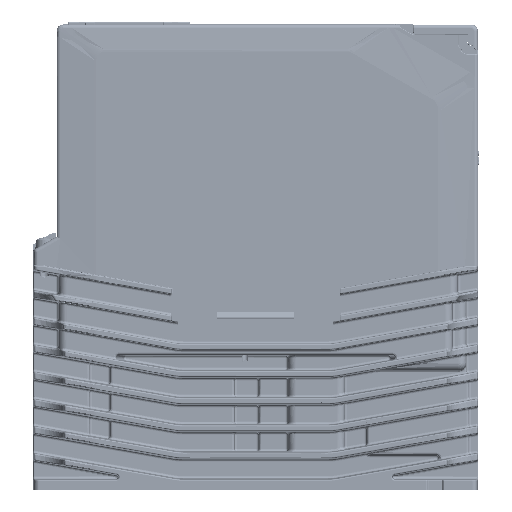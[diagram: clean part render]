
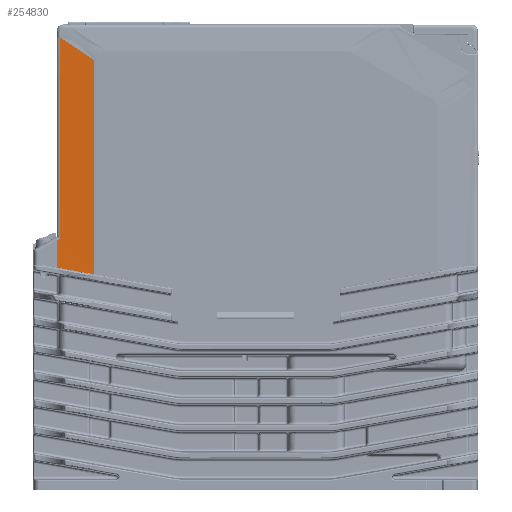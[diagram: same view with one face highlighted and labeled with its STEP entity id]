
A CAD part, left-side view. The second image highlights one B-rep face of the part: STEP entity #254830.
In plain terms, the highlighted cylindrical face has radius 113 mm (diameter 226 mm), a partial arc.
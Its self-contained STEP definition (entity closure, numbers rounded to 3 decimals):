
#411 = CARTESIAN_POINT ( 'NONE',  ( -19.95, 62.381, -96.589 ) ) ;
#6556 = DIRECTION ( 'NONE',  ( 0., 0., 1. ) ) ;
#9638 = CARTESIAN_POINT ( 'NONE',  ( -19.95, 62.381, -175.9 ) ) ;
#11366 = CARTESIAN_POINT ( 'NONE',  ( -19.248, 69.511, -9.003 ) ) ;
#12155 = VECTOR ( 'NONE', #6556, 1000. ) ;
#12459 = CARTESIAN_POINT ( 'NONE',  ( -19.687, 64.393, -12.413 ) ) ;
#15796 = CARTESIAN_POINT ( 'NONE',  ( -19.25, 69.483, -9.022 ) ) ;
#28961 = CARTESIAN_POINT ( 'NONE',  ( -19., 77., -83.709 ) ) ;
#29875 = VERTEX_POINT ( 'NONE', #209479 ) ;
#31798 = VERTEX_POINT ( 'NONE', #43996 ) ;
#36133 = CARTESIAN_POINT ( 'NONE',  ( -19.222, 69.916, -8.733 ) ) ;
#38361 = CARTESIAN_POINT ( 'NONE',  ( -19.14, 71.362, -7.768 ) ) ;
#41436 = ORIENTED_EDGE ( 'NONE', *, *, #261658, .T. ) ;
#43996 = CARTESIAN_POINT ( 'NONE',  ( -19.01, 75.52, -82.843 ) ) ;
#48439 = VECTOR ( 'NONE', #115397, 1000. ) ;
#54957 = CARTESIAN_POINT ( 'NONE',  ( -19.01, 75.52, -82.843 ) ) ;
#55597 = EDGE_LOOP ( 'NONE', ( #318997, #41436, #172992, #158552, #94003, #86240 ) ) ;
#56844 = CARTESIAN_POINT ( 'NONE',  ( -132., 77., -175.9 ) ) ;
#58855 = EDGE_CURVE ( 'NONE', #284010, #105775, #233608, .T. ) ;
#63204 = CARTESIAN_POINT ( 'NONE',  ( -19.028, 74.138, -5.913 ) ) ;
#64318 = CARTESIAN_POINT ( 'NONE',  ( -19.95, 62.381, -13.747 ) ) ;
#65467 = CARTESIAN_POINT ( 'NONE',  ( -19.252, 69.463, -9.035 ) ) ;
#72610 = LINE ( 'NONE', #235433, #12155 ) ;
#73011 =( BOUNDED_CURVE ( )  B_SPLINE_CURVE ( 3, ( #233837, #178601, #74934, #179707 ),
 .UNSPECIFIED., .F., .F. ) 
 B_SPLINE_CURVE_WITH_KNOTS ( ( 4, 4 ),
 ( 1.451, 1.58 ),
 .UNSPECIFIED. ) 
 CURVE ( )  GEOMETRIC_REPRESENTATION_ITEM ( )  RATIONAL_B_SPLINE_CURVE ( ( 1., 0.999, 0.999, 1. ) ) 
 REPRESENTATION_ITEM ( '' )  );
#74934 = CARTESIAN_POINT ( 'NONE',  ( -19.317, 67.23, -95.721 ) ) ;
#77515 = AXIS2_PLACEMENT_3D ( 'NONE', #56844, #263091, #265356 ) ;
#86240 = ORIENTED_EDGE ( 'NONE', *, *, #58855, .T. ) ;
#87354 = EDGE_CURVE ( 'NONE', #105775, #31798, #97456, .T. ) ;
#87359 = EDGE_CURVE ( 'NONE', #304229, #274043, #73011, .T. ) ;
#88274 = EDGE_CURVE ( 'NONE', #274043, #284010, #221718, .T. ) ;
#91325 = CARTESIAN_POINT ( 'NONE',  ( -19.203, 70.228, -8.525 ) ) ;
#94003 = ORIENTED_EDGE ( 'NONE', *, *, #88274, .T. ) ;
#96663 = EDGE_CURVE ( 'NONE', #304229, #29875, #72610, .T. ) ;
#97456 = LINE ( 'NONE', #152628, #194234 ) ;
#105164 = DIRECTION ( 'NONE',  ( 0., 0., -1. ) ) ;
#105775 = VERTEX_POINT ( 'NONE', #128781 ) ;
#114854 = CARTESIAN_POINT ( 'NONE',  ( -19.45, 66.631, -10.924 ) ) ;
#115397 = DIRECTION ( 'NONE',  ( 0., 0., 1. ) ) ;
#128781 = CARTESIAN_POINT ( 'NONE',  ( -19.01, 75.52, -4.99 ) ) ;
#133852 =( BOUNDED_CURVE ( )  B_SPLINE_CURVE ( 3, ( #54957, #135969, #159651, #28961 ),
 .UNSPECIFIED., .F., .F. ) 
 B_SPLINE_CURVE_WITH_KNOTS ( ( 4, 4 ),
 ( 1.558, 1.571 ),
 .UNSPECIFIED. ) 
 CURVE ( )  GEOMETRIC_REPRESENTATION_ITEM ( )  RATIONAL_B_SPLINE_CURVE ( ( 1., 1., 1., 1. ) ) 
 REPRESENTATION_ITEM ( '' )  );
#135670 = CARTESIAN_POINT ( 'NONE',  ( -19.95, 62.381, -13.747 ) ) ;
#135969 = CARTESIAN_POINT ( 'NONE',  ( -19.003, 76.013, -83.132 ) ) ;
#152628 = CARTESIAN_POINT ( 'NONE',  ( -19.01, 75.52, -175.9 ) ) ;
#158552 = ORIENTED_EDGE ( 'NONE', *, *, #87359, .T. ) ;
#159651 = CARTESIAN_POINT ( 'NONE',  ( -19., 76.507, -83.42 ) ) ;
#169086 = CARTESIAN_POINT ( 'NONE',  ( -19.165, 70.883, -8.087 ) ) ;
#170181 = CARTESIAN_POINT ( 'NONE',  ( -19.255, 69.415, -9.067 ) ) ;
#172992 = ORIENTED_EDGE ( 'NONE', *, *, #96663, .F. ) ;
#178601 = CARTESIAN_POINT ( 'NONE',  ( -19., 72.11, -94.854 ) ) ;
#179707 = CARTESIAN_POINT ( 'NONE',  ( -19.95, 62.381, -96.589 ) ) ;
#184923 = CARTESIAN_POINT ( 'NONE',  ( -19., 77., -93.991 ) ) ;
#192742 = CARTESIAN_POINT ( 'NONE',  ( -19.25, 69.494, -9.014 ) ) ;
#193844 = CARTESIAN_POINT ( 'NONE',  ( -19.271, 69.173, -9.229 ) ) ;
#194234 = VECTOR ( 'NONE', #105164, 1000. ) ;
#209479 = CARTESIAN_POINT ( 'NONE',  ( -19., 77., -83.709 ) ) ;
#216452 = CARTESIAN_POINT ( 'NONE',  ( -19.069, 72.926, -6.723 ) ) ;
#218677 = CARTESIAN_POINT ( 'NONE',  ( -19.01, 75.52, -4.99 ) ) ;
#221718 = LINE ( 'NONE', #9638, #48439 ) ;
#221925 = FACE_OUTER_BOUND ( 'NONE', #55597, .T. ) ;
#233608 = B_SPLINE_CURVE_WITH_KNOTS ( 'NONE', 3,
 ( #64318, #12459, #114854, #193844, #245739, #170181, #65467, #15796, #192742, #11366, #324755, #36133, #91325, #169086, #38361, #216452, #63204, #218677 ),
 .UNSPECIFIED., .F., .F.,
 ( 4, 2, 1, 1, 2, 2, 1, 1, 2, 2, 4 ),
 ( 0.028, 0.476, 0.49, 0.497, 0.499, 0.5, 0.504, 0.532, 0.588, 0.7, 0.923 ),
 .UNSPECIFIED. ) ;
#233837 = CARTESIAN_POINT ( 'NONE',  ( -19., 77., -93.991 ) ) ;
#235433 = CARTESIAN_POINT ( 'NONE',  ( -19., 77., -95.617 ) ) ;
#245739 = CARTESIAN_POINT ( 'NONE',  ( -19.263, 69.289, -9.151 ) ) ;
#254830 = ADVANCED_FACE ( 'NONE', ( #221925 ), #298764, .F. ) ;
#261658 = EDGE_CURVE ( 'NONE', #31798, #29875, #133852, .T. ) ;
#263091 = DIRECTION ( 'NONE',  ( 0., 0., 1. ) ) ;
#265356 = DIRECTION ( 'NONE',  ( -1., 0., 0. ) ) ;
#274043 = VERTEX_POINT ( 'NONE', #411 ) ;
#284010 = VERTEX_POINT ( 'NONE', #135670 ) ;
#298764 = CYLINDRICAL_SURFACE ( 'NONE', #77515, 113. ) ;
#304229 = VERTEX_POINT ( 'NONE', #184923 ) ;
#318997 = ORIENTED_EDGE ( 'NONE', *, *, #87354, .T. ) ;
#324755 = CARTESIAN_POINT ( 'NONE',  ( -19.241, 69.616, -8.933 ) ) ;
